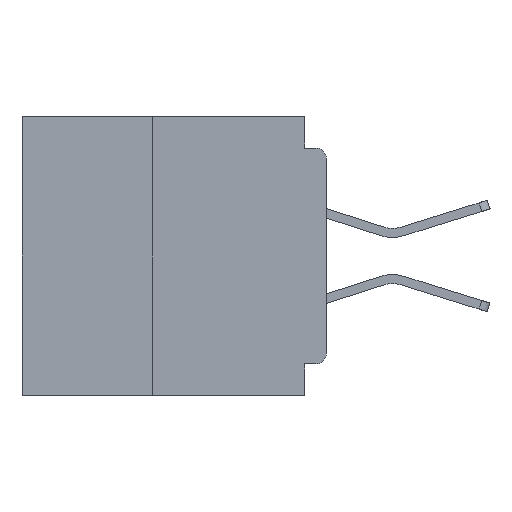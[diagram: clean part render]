
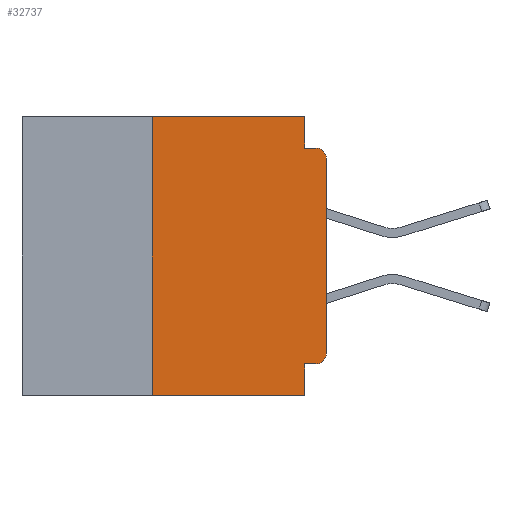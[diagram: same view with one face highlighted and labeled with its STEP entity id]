
A CAD part, left-side view. The second image highlights one B-rep face of the part: STEP entity #32737.
In plain terms, the highlighted planar face has unit normal (-1, 0, 0).
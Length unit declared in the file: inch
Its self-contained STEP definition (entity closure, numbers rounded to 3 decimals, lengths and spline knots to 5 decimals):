
#3436 = CARTESIAN_POINT ( 'NONE',  ( 0., 0.437, -0.4 ) ) ;
#3518 = DIRECTION ( 'NONE',  ( 0., 0., 1. ) ) ;
#3855 = VERTEX_POINT ( 'NONE', #30769 ) ;
#4400 = DIRECTION ( 'NONE',  ( -1., 0., 0. ) ) ;
#4825 = CARTESIAN_POINT ( 'NONE',  ( 0., 0.031, -0.4 ) ) ;
#5000 = DIRECTION ( 'NONE',  ( 0., -1., 0. ) ) ;
#6685 = DIRECTION ( 'NONE',  ( 0., 1., 0. ) ) ;
#7345 = CARTESIAN_POINT ( 'NONE',  ( 0., 0.031, 0. ) ) ;
#8645 = VERTEX_POINT ( 'NONE', #54069 ) ;
#9352 = ORIENTED_EDGE ( 'NONE', *, *, #53096, .T. ) ;
#9575 = EDGE_CURVE ( 'NONE', #53141, #37243, #20331, .T. ) ;
#11818 = CARTESIAN_POINT ( 'NONE',  ( 0., 0., -0.34 ) ) ;
#12554 = DIRECTION ( 'NONE',  ( 0., 0., -1. ) ) ;
#12886 = CIRCLE ( 'NONE', #26727, 0.015 ) ;
#13271 = FACE_OUTER_BOUND ( 'NONE', #14812, .T. ) ;
#13448 = LINE ( 'NONE', #34847, #14929 ) ;
#13488 = DIRECTION ( 'NONE',  ( 0., 0., -1. ) ) ;
#14286 = EDGE_CURVE ( 'NONE', #3855, #18628, #35403, .T. ) ;
#14812 = EDGE_LOOP ( 'NONE', ( #9352, #38729, #15227, #52720, #46109, #52024, #40964, #18250, #42517, #32269 ) ) ;
#14929 = VECTOR ( 'NONE', #6685, 39.37008 ) ;
#15227 = ORIENTED_EDGE ( 'NONE', *, *, #37236, .F. ) ;
#15844 = VERTEX_POINT ( 'NONE', #44164 ) ;
#16716 = EDGE_CURVE ( 'NONE', #18390, #8645, #59358, .T. ) ;
#17898 = VERTEX_POINT ( 'NONE', #11818 ) ;
#18250 = ORIENTED_EDGE ( 'NONE', *, *, #9575, .F. ) ;
#18390 = VERTEX_POINT ( 'NONE', #38831 ) ;
#18628 = VERTEX_POINT ( 'NONE', #31246 ) ;
#19040 = CARTESIAN_POINT ( 'NONE',  ( 0., 0.437, 0. ) ) ;
#19576 = EDGE_CURVE ( 'NONE', #8645, #30807, #22805, .T. ) ;
#20331 = LINE ( 'NONE', #41817, #45287 ) ;
#21297 = DIRECTION ( 'NONE',  ( 0., -1., 0. ) ) ;
#22134 = EDGE_CURVE ( 'NONE', #15844, #17898, #12886, .T. ) ;
#22349 = DIRECTION ( 'NONE',  ( -1., 0., 0. ) ) ;
#22437 = LINE ( 'NONE', #36805, #44424 ) ;
#22805 = LINE ( 'NONE', #19040, #47755 ) ;
#22876 = VECTOR ( 'NONE', #21297, 39.37008 ) ;
#24346 = LINE ( 'NONE', #56445, #22876 ) ;
#25616 = VECTOR ( 'NONE', #45853, 39.37008 ) ;
#26263 = CARTESIAN_POINT ( 'NONE',  ( 0., 0.031, 0. ) ) ;
#26521 = DIRECTION ( 'NONE',  ( 1., 0., 0. ) ) ;
#26727 = AXIS2_PLACEMENT_3D ( 'NONE', #50454, #22349, #55199 ) ;
#30769 = CARTESIAN_POINT ( 'NONE',  ( 0., 0., -0.06 ) ) ;
#30807 = VERTEX_POINT ( 'NONE', #26263 ) ;
#31246 = CARTESIAN_POINT ( 'NONE',  ( 0., 0.015, -0.045 ) ) ;
#32269 = ORIENTED_EDGE ( 'NONE', *, *, #22134, .T. ) ;
#32624 = CARTESIAN_POINT ( 'NONE',  ( 0., 0.015, -0.06 ) ) ;
#32706 = CARTESIAN_POINT ( 'NONE',  ( 0., 0.031, -0.355 ) ) ;
#32737 = ADVANCED_FACE ( 'NONE', ( #13271 ), #40638, .F. ) ;
#34104 = EDGE_CURVE ( 'NONE', #18390, #37243, #38081, .T. ) ;
#34805 = AXIS2_PLACEMENT_3D ( 'NONE', #32624, #4400, #37333 ) ;
#34847 = CARTESIAN_POINT ( 'NONE',  ( 0., 0., -0.355 ) ) ;
#35348 = VECTOR ( 'NONE', #40214, 39.37008 ) ;
#35403 = CIRCLE ( 'NONE', #34805, 0.015 ) ;
#35931 = CARTESIAN_POINT ( 'NONE',  ( 0., 0.437, 0. ) ) ;
#36805 = CARTESIAN_POINT ( 'NONE',  ( 0., 0., 0. ) ) ;
#37236 = EDGE_CURVE ( 'NONE', #52213, #18628, #24346, .T. ) ;
#37243 = VERTEX_POINT ( 'NONE', #4825 ) ;
#37333 = DIRECTION ( 'NONE',  ( 0., 0., -1. ) ) ;
#38081 = LINE ( 'NONE', #3436, #25616 ) ;
#38729 = ORIENTED_EDGE ( 'NONE', *, *, #14286, .T. ) ;
#38831 = CARTESIAN_POINT ( 'NONE',  ( 0., 0.25, -0.4 ) ) ;
#40214 = DIRECTION ( 'NONE',  ( 0., 0., -1. ) ) ;
#40539 = AXIS2_PLACEMENT_3D ( 'NONE', #35931, #26521, #12554 ) ;
#40638 = PLANE ( 'NONE',  #40539 ) ;
#40964 = ORIENTED_EDGE ( 'NONE', *, *, #34104, .T. ) ;
#41817 = CARTESIAN_POINT ( 'NONE',  ( 0., 0.031, -0.4 ) ) ;
#42517 = ORIENTED_EDGE ( 'NONE', *, *, #54078, .F. ) ;
#43237 = EDGE_CURVE ( 'NONE', #30807, #52213, #57395, .T. ) ;
#44164 = CARTESIAN_POINT ( 'NONE',  ( 0., 0.015, -0.355 ) ) ;
#44424 = VECTOR ( 'NONE', #46275, 39.37008 ) ;
#45287 = VECTOR ( 'NONE', #13488, 39.37008 ) ;
#45853 = DIRECTION ( 'NONE',  ( 0., -1., 0. ) ) ;
#46109 = ORIENTED_EDGE ( 'NONE', *, *, #19576, .F. ) ;
#46275 = DIRECTION ( 'NONE',  ( 0., 0., 1. ) ) ;
#47755 = VECTOR ( 'NONE', #5000, 39.37008 ) ;
#50436 = CARTESIAN_POINT ( 'NONE',  ( 0., 0.25, -0.4 ) ) ;
#50454 = CARTESIAN_POINT ( 'NONE',  ( 0., 0.015, -0.34 ) ) ;
#52024 = ORIENTED_EDGE ( 'NONE', *, *, #16716, .F. ) ;
#52213 = VERTEX_POINT ( 'NONE', #53143 ) ;
#52720 = ORIENTED_EDGE ( 'NONE', *, *, #43237, .F. ) ;
#53096 = EDGE_CURVE ( 'NONE', #17898, #3855, #22437, .T. ) ;
#53141 = VERTEX_POINT ( 'NONE', #32706 ) ;
#53143 = CARTESIAN_POINT ( 'NONE',  ( 0., 0.031, -0.045 ) ) ;
#54069 = CARTESIAN_POINT ( 'NONE',  ( 0., 0.25, 0. ) ) ;
#54078 = EDGE_CURVE ( 'NONE', #15844, #53141, #13448, .T. ) ;
#55199 = DIRECTION ( 'NONE',  ( 0., 0., -1. ) ) ;
#56445 = CARTESIAN_POINT ( 'NONE',  ( 0., 0., -0.045 ) ) ;
#57395 = LINE ( 'NONE', #7345, #35348 ) ;
#57855 = VECTOR ( 'NONE', #3518, 39.37008 ) ;
#59358 = LINE ( 'NONE', #50436, #57855 ) ;
